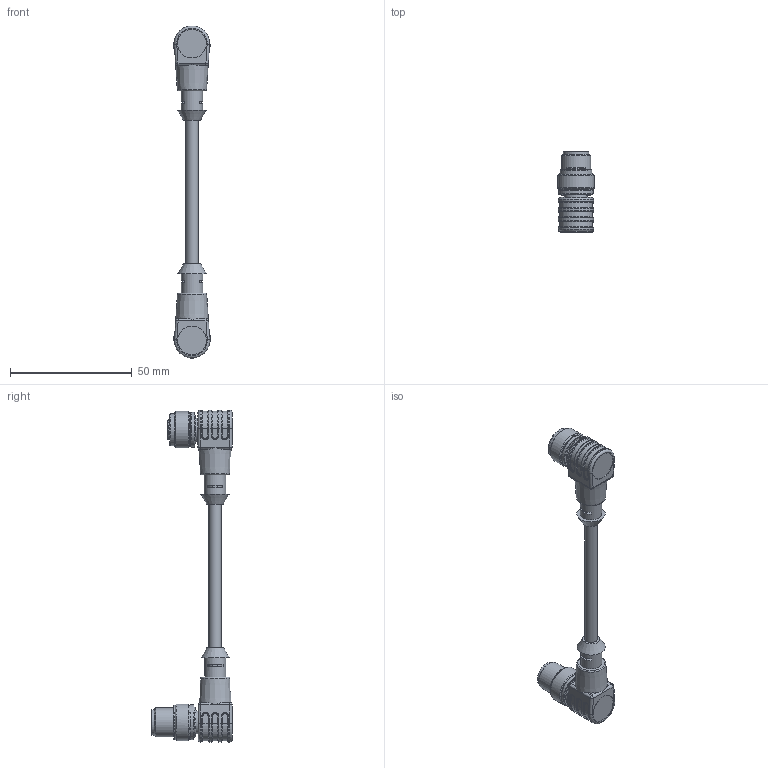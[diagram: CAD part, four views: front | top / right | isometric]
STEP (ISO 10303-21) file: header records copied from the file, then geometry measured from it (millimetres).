
FILE_DESCRIPTION(/* description */ (''),/* implementation_level */ '2;1');
FILE_NAME(/* name */ 'Verbltg_CD-WWAK5_CD-WWAS5.stp',/* time_stamp */ '2012-08-07T14:55:52+02:00',/* author */ (''),/* organization */ (''),/* preprocessor_version */ 'ST-DEVELOPER v11',/* originating_system */ 'SIEMENS UGS NX 6.0',/* authorisation */ '');
FILE_SCHEMA (('AP203_CONFIGURATION_CONTROLLED_3D_DESIGN_OF_MECHANICAL_PARTS_AND_ASSEMBLIES_MIM_LF'));
Length unit declared in the file: millimetre
Products named in the file (1): Verbltg_CD-WWAK5_CD-WWAS5
Bounding box: 15.05 x 33.1 x 136.53 mm (x, y, z)
Volume: 14434.8 mm3; surface area: 7758.6 mm2
Topology: 1 solids, 1 shells, 448 faces, 1071 edges, 664 vertices
Faces by surface type: cylinder 177, plane 145, bspline 74, torus 30, cone 18, sphere 4
Full cylindrical faces by diameter (mm): 1 x10, 1.15 x5, 1.5 x5, 1.95 x1, 5.2 x1, 8.375 x1, 8.8 x2, 9.6 x2, 10.45 x1, 11.8 x2, 12 x1, 12.25 x1, 12.3 x1, 12.5 x2, 13 x2, 14.2 x1, 14.25 x2, 15 x2
Entity records: 17174 total; most frequent: CARTESIAN_POINT 7442, ORIENTED_EDGE 1942, DIRECTION 1716, EDGE_CURVE 971, AXIS2_PLACEMENT_3D 721, VERTEX_POINT 646, EDGE_LOOP 569, ADVANCED_FACE 448
